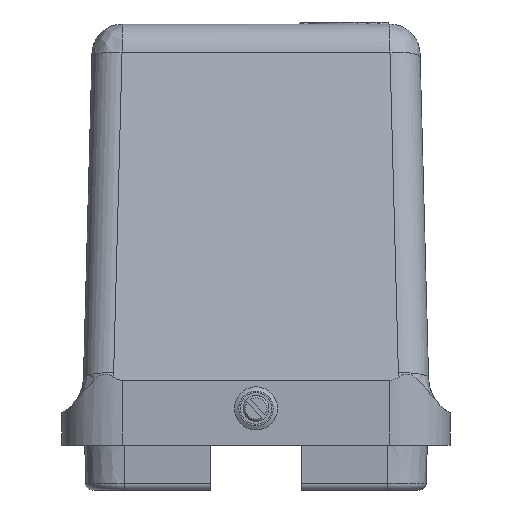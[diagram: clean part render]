
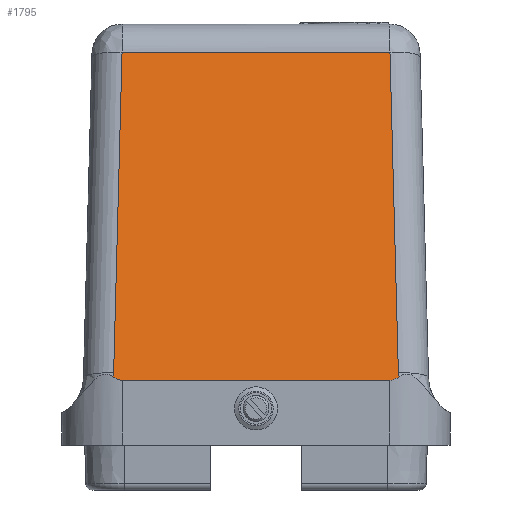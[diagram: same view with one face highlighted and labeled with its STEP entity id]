
A CAD part, left-side view. The second image highlights one B-rep face of the part: STEP entity #1795.
In plain terms, the highlighted planar face has unit normal (-0.982, 0, 0.191).
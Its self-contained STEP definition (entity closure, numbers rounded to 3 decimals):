
#106=ELLIPSE('',#11244,73.372,14.);
#107=ELLIPSE('',#11245,16.809,16.5);
#108=ELLIPSE('',#11246,16.809,16.5);
#109=ELLIPSE('',#11247,73.372,14.);
#307=FACE_OUTER_BOUND('',#2589,.T.);
#1548=PLANE('',#11248);
#1795=ADVANCED_FACE('',(#307),#1548,.F.);
#2589=EDGE_LOOP('',(#3420,#3421,#3422,#3423,#3424,#3425,#3426,#3427));
#3420=ORIENTED_EDGE('',*,*,#5799,.T.);
#3421=ORIENTED_EDGE('',*,*,#5800,.T.);
#3422=ORIENTED_EDGE('',*,*,#5801,.T.);
#3423=ORIENTED_EDGE('',*,*,#5802,.T.);
#3424=ORIENTED_EDGE('',*,*,#5803,.T.);
#3425=ORIENTED_EDGE('',*,*,#5804,.T.);
#3426=ORIENTED_EDGE('',*,*,#5805,.T.);
#3427=ORIENTED_EDGE('',*,*,#5568,.F.);
#4909=VERTEX_POINT('',#15942);
#4910=VERTEX_POINT('',#15944);
#5115=VERTEX_POINT('',#16461);
#5116=VERTEX_POINT('',#16463);
#5117=VERTEX_POINT('',#16465);
#5118=VERTEX_POINT('',#16467);
#5119=VERTEX_POINT('',#16469);
#5120=VERTEX_POINT('',#16471);
#5568=EDGE_CURVE('',#4909,#4910,#8465,.T.);
#5799=EDGE_CURVE('',#4909,#5115,#106,.T.);
#5800=EDGE_CURVE('',#5115,#5116,#107,.T.);
#5801=EDGE_CURVE('',#5116,#5117,#8637,.T.);
#5802=EDGE_CURVE('',#5117,#5118,#8638,.T.);
#5803=EDGE_CURVE('',#5118,#5119,#8639,.T.);
#5804=EDGE_CURVE('',#5119,#5120,#108,.T.);
#5805=EDGE_CURVE('',#5120,#4910,#109,.T.);
#8465=LINE('',#15943,#9189);
#8637=LINE('',#16464,#9361);
#8638=LINE('',#16466,#9362);
#8639=LINE('',#16468,#9363);
#9189=VECTOR('',#12221,1.);
#9361=VECTOR('',#12553,1.);
#9362=VECTOR('',#12554,1.);
#9363=VECTOR('',#12555,1.);
#11244=AXIS2_PLACEMENT_3D('',#16460,#12549,#12550);
#11245=AXIS2_PLACEMENT_3D('',#16462,#12551,#12552);
#11246=AXIS2_PLACEMENT_3D('',#16470,#12556,#12557);
#11247=AXIS2_PLACEMENT_3D('',#16472,#12558,#12559);
#11248=AXIS2_PLACEMENT_3D('',#16473,#12560,#12561);
#12221=DIRECTION('',(0.,1.,0.));
#12549=DIRECTION('',(-0.982,0.,0.191));
#12550=DIRECTION('',(-0.191,0.,-0.982));
#12551=DIRECTION('',(0.982,0.,-0.191));
#12552=DIRECTION('',(-0.191,0.,-0.982));
#12553=DIRECTION('',(0.191,0.026,0.981));
#12554=DIRECTION('',(0.,1.,0.));
#12555=DIRECTION('',(-0.191,0.026,-0.981));
#12556=DIRECTION('',(0.982,0.,-0.191));
#12557=DIRECTION('',(-0.191,0.,-0.982));
#12558=DIRECTION('',(-0.982,0.,0.191));
#12559=DIRECTION('',(-0.191,0.,-0.982));
#12560=DIRECTION('',(0.982,0.,-0.191));
#12561=DIRECTION('',(-0.191,0.,-0.982));
#15942=CARTESIAN_POINT('',(-66.,-31.,6.1));
#15943=CARTESIAN_POINT('',(-66.,-45.1,6.1));
#15944=CARTESIAN_POINT('',(-66.,31.,6.1));
#16460=CARTESIAN_POINT('',(-52.,-31.,78.124));
#16461=CARTESIAN_POINT('',(-65.848,-33.058,6.883));
#16462=CARTESIAN_POINT('',(-65.572,-49.497,8.304));
#16463=CARTESIAN_POINT('',(-65.656,-33.002,7.872));
#16464=CARTESIAN_POINT('',(-50.014,-30.895,88.342));
#16465=CARTESIAN_POINT('',(-51.203,-31.055,82.226));
#16466=CARTESIAN_POINT('',(-51.203,-45.1,82.226));
#16467=CARTESIAN_POINT('',(-51.203,31.055,82.226));
#16468=CARTESIAN_POINT('',(-49.572,30.836,90.616));
#16469=CARTESIAN_POINT('',(-65.656,33.002,7.872));
#16470=CARTESIAN_POINT('',(-65.572,49.497,8.304));
#16471=CARTESIAN_POINT('',(-65.848,33.058,6.883));
#16472=CARTESIAN_POINT('',(-52.,31.,78.124));
#16473=CARTESIAN_POINT('',(-49.944,-45.1,88.7));
